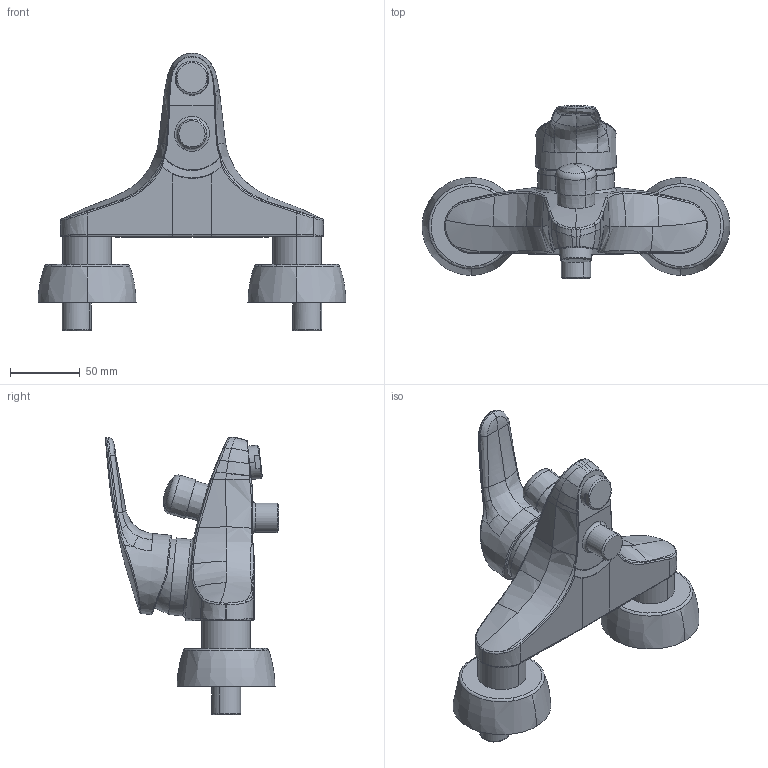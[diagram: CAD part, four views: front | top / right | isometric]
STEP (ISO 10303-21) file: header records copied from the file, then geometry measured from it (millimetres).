
FILE_DESCRIPTION (( 'STEP AP203' ), '1' );
FILE_NAME ('01742183.STEP', '2018-03-01T07:08:20', ( '' ), ( '' ), 'SwSTEP 2.0', 'SolidWorks 2016', '' );
FILE_SCHEMA (( 'CONFIG_CONTROL_DESIGN' ));
Length unit declared in the file: millimetre
Products named in the file (1): 01742183
Bounding box: 220 x 123.69 x 198.58 mm (x, y, z)
Volume: 774269.5 mm3; surface area: 83229.3 mm2
Topology: 1 solids, 1 shells, 311 faces, 775 edges, 474 vertices
Faces by surface type: bspline 198, plane 37, cylinder 36, torus 16, cone 14, sphere 10
Entity records: 26509 total; most frequent: CARTESIAN_POINT 20774, ORIENTED_EDGE 1546, EDGE_CURVE 773, B_SPLINE_CURVE_WITH_KNOTS 560, DIRECTION 547, VERTEX_POINT 474, EDGE_LOOP 321, ADVANCED_FACE 311
